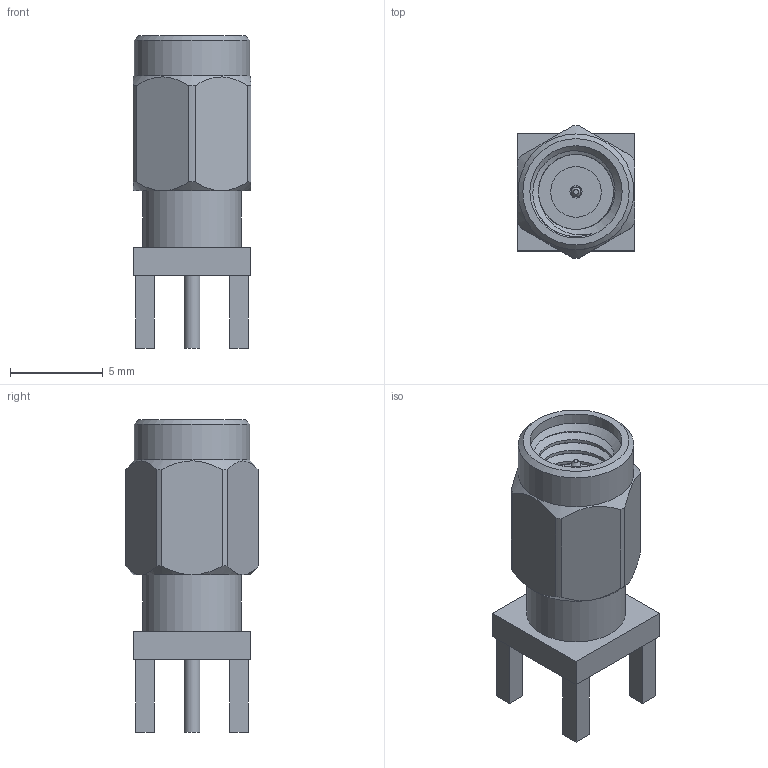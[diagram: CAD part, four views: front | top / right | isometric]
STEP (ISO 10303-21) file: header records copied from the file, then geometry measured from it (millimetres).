
FILE_DESCRIPTION (( 'STEP AP203' ), '1' );
FILE_NAME ('FMCN44221_3D.step', '2022-12-02T19:13:01', ( '' ), ( '' ), 'SwSTEP 2.0', 'SolidWorks 2021', '' );
FILE_SCHEMA (( 'CONFIG_CONTROL_DESIGN' ));
Length unit declared in the file: inch
Products named in the file (1): FMCN44221_3D
Bounding box: 6.35 x 7.15 x 16.89 mm (x, y, z)
Volume: 379.4 mm3; surface area: 517.5 mm2
Topology: 1 solids, 1 shells, 68 faces, 154 edges, 100 vertices
Faces by surface type: plane 40, cylinder 15, cone 10, bspline 3
Full cylindrical faces by diameter (mm): 0.531 x1, 0.658 x1, 0.864 x1, 2.731 x1, 3.15 x1, 4.978 x1, 5.334 x1, 6.248 x1
Entity records: 3225 total; most frequent: CARTESIAN_POINT 1724, DIRECTION 280, ORIENTED_EDGE 276, EDGE_CURVE 138, AXIS2_PLACEMENT_3D 104, VERTEX_POINT 96, EDGE_LOOP 92, FACE_OUTER_BOUND 76
